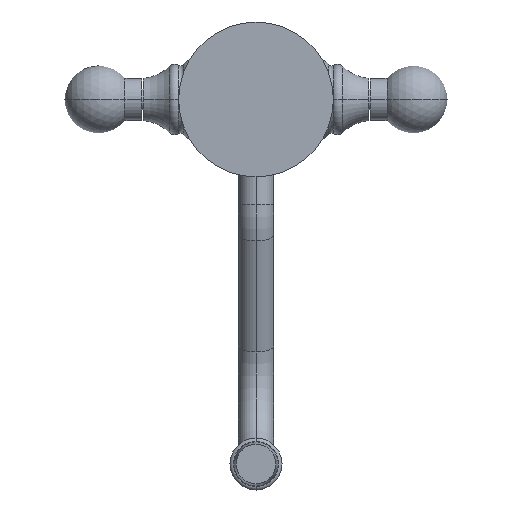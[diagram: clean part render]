
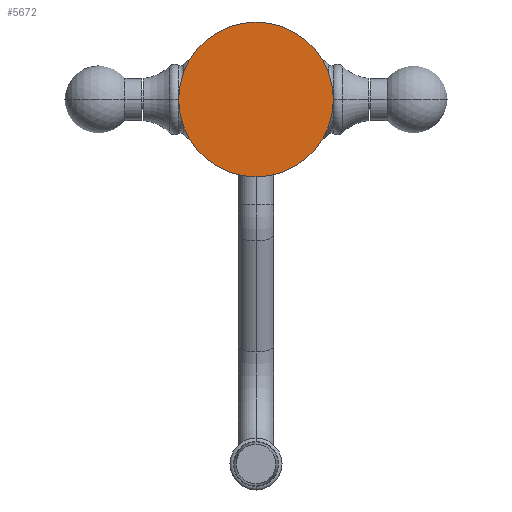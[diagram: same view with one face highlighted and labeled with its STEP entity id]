
A CAD part, front view. The second image highlights one B-rep face of the part: STEP entity #5672.
In plain terms, the highlighted planar face has unit normal (0, -1, 0).
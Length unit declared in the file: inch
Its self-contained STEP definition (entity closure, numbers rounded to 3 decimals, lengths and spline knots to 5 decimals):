
#2=CARTESIAN_POINT('',(0.,0.,0.));
#3=DIRECTION('',(0.,-1.,0.));
#4=DIRECTION('',(1.,0.,0.));
#5=AXIS2_PLACEMENT_3D('',#2,#3,#4);
#17=CARTESIAN_POINT('',(0.,0.,0.));
#18=DIRECTION('',(0.,1.,0.));
#19=DIRECTION('',(1.,0.,0.));
#20=AXIS2_PLACEMENT_3D('',#17,#18,#19);
#2176=CARTESIAN_POINT('',(1.1,0.,0.));
#2178=VERTEX_POINT('',#2176);
#2180=CARTESIAN_POINT('',(-1.1,0.,0.));
#2182=VERTEX_POINT('',#2180);
#5663=CARTESIAN_POINT('',(0.,0.,0.));
#5664=DIRECTION('',(0.,-1.,0.));
#5665=DIRECTION('',(-1.,0.,0.));
#5666=AXIS2_PLACEMENT_3D('',#5663,#5664,#5665);
#5667=PLANE('',#5666);
#5668=ORIENTED_EDGE('',*,*,#2652,.F.);
#5669=ORIENTED_EDGE('',*,*,#2670,.T.);
#5670=EDGE_LOOP('',(#5668,#5669));
#5671=FACE_OUTER_BOUND('',#5670,.F.);
#5672=ADVANCED_FACE('',(#5671),#5667,.T.);
#6=CIRCLE('',#5,1.1);
#21=CIRCLE('',#20,1.1);
#2652=EDGE_CURVE('',#2178,#2182,#6,.T.);
#2670=EDGE_CURVE('',#2178,#2182,#21,.T.);
